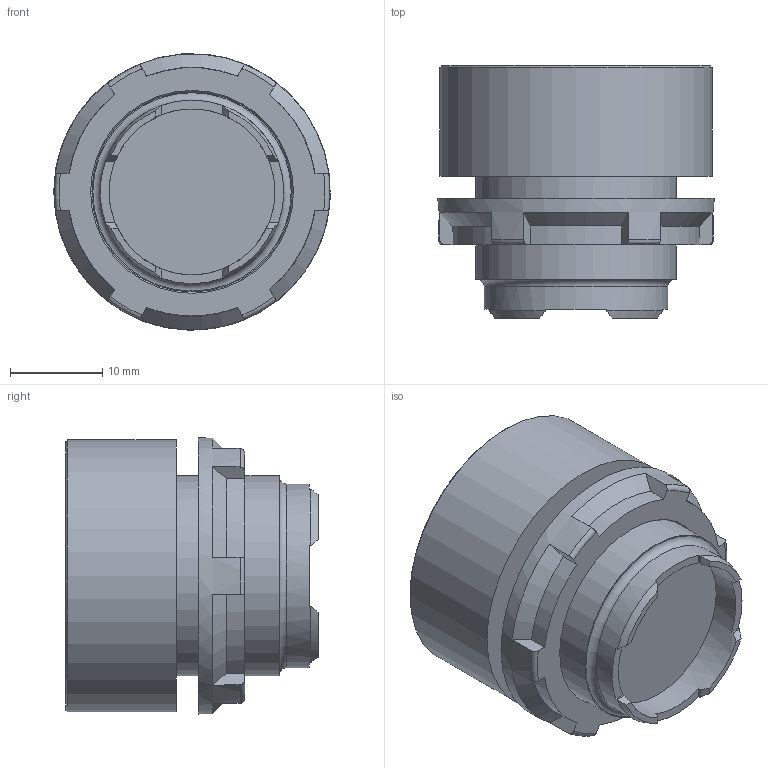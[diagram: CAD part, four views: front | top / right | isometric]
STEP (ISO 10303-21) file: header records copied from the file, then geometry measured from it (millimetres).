
FILE_DESCRIPTION(/* description */ ('STEP AP203'),/* implementation_level */ '2;1');
FILE_NAME(/* name */ 'ECX 4100',/* time_stamp */ '2025-06-10T15:35:23+02:00',/* author */ ('License CC BY-ND 4.0'),/* organization */ ('CADENAS'),/* preprocessor_version */ 'ST-DEVELOPER v19.3',/* originating_system */ 'PARTsolutions',/* authorisation */ ' ');
FILE_SCHEMA (('CONFIG_CONTROL_DESIGN'));
Length unit declared in the file: millimetre
Products named in the file (3): ECX 4100; ECX 4100(button); PL2727PI
Assembly tree (2 placements, depth 2):
  ECX 4100
    ECX 4100(button)
    PL2727PI
Bounding box: 29.99 x 27.4 x 29.96 mm (x, y, z)
Volume: 12536.4 mm3; surface area: 5206.1 mm2
Topology: 1 solids, 2 shells, 118 faces, 317 edges, 207 vertices
Faces by surface type: plane 69, cone 23, cylinder 19, torus 7
Full cylindrical faces by diameter (mm): 18 x1, 19.9 x1, 20.6 x1, 21.7 x1, 26 x1, 26.4 x1, 29.5 x1
Entity records: 3993 total; most frequent: CARTESIAN_POINT 812, DIRECTION 586, ORIENTED_EDGE 580, EDGE_CURVE 290, AXIS2_PLACEMENT_3D 243, VERTEX_POINT 197, FACE_BOUND 141, EDGE_LOOP 140
